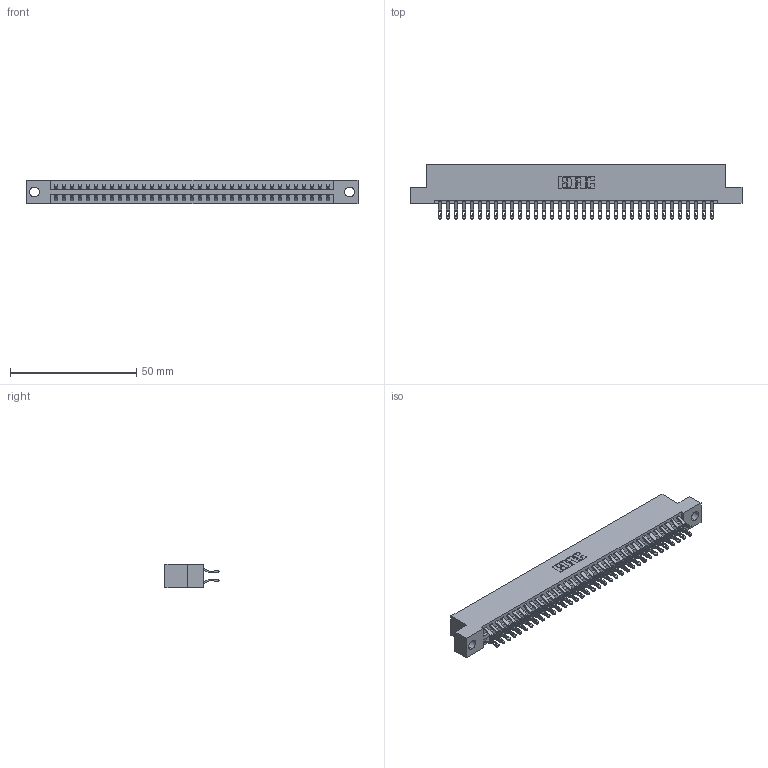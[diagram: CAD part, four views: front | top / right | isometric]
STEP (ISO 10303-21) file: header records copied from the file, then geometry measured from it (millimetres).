
FILE_DESCRIPTION (( 'STEP AP203' ), '1' );
FILE_NAME ('346-070-555-204.STEP', '2018-08-28T23:34:58', ( '' ), ( '' ), 'SwSTEP 2.0', 'SolidWorks 2016', '' );
FILE_SCHEMA (( 'CONFIG_CONTROL_DESIGN' ));
Length unit declared in the file: inch
Products named in the file (3): 346 Part_Flush Mounting Lugs - 0.156 Dia-TH; 345-292-001_555 Tail; 346-070-555-204
Assembly tree (71 placements, depth 2):
  346-070-555-204
    346 Part_Flush Mounting Lugs - 0.156 Dia-TH
    345-292-001_555 Tail  x70
Bounding box: 131.7 x 21.46 x 9.4 mm (x, y, z)
Volume: 12903.1 mm3; surface area: 18163.3 mm2
Topology: 71 solids, 71 shells, 4182 faces, 13139 edges, 8758 vertices
Faces by surface type: plane 2386, cylinder 1796
Entity records: 24113 total; most frequent: CARTESIAN_POINT 4018, ORIENTED_EDGE 3922, DIRECTION 3561, EDGE_CURVE 1961, VECTOR 1669, LINE 1669, VERTEX_POINT 1306, AXIS2_PLACEMENT_3D 946
